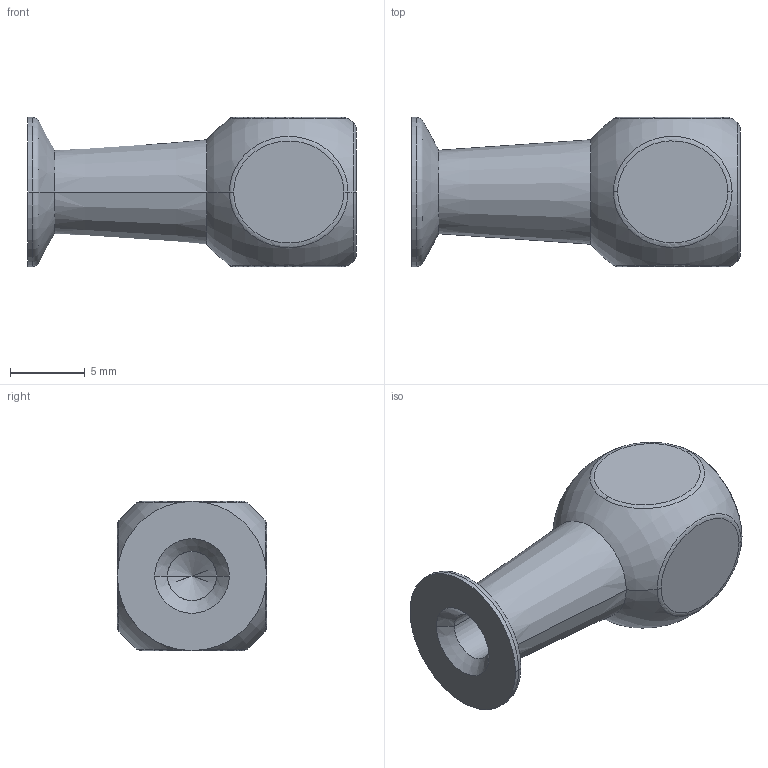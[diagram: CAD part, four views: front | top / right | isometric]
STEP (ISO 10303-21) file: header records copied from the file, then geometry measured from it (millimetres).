
FILE_DESCRIPTION(('Creo Elements/Direct Modeling STEP Export'),'2;1');
FILE_NAME('2389-10.stp','2022-01-26T11:15:04',(''),(''),'Creo Elements/Direct Modeling STEP processor for AP214 (Solid Model)','Creo Elements/Direct Modeling 20.0 12-Nov-2016 (C) Parametric Technology GmbH','');
FILE_SCHEMA(('AUTOMOTIVE_DESIGN { 1 0 10303 214 1 1 1 1 }'));
Length unit declared in the file: millimetre
Products named in the file (1): 2389-10
Bounding box: 22 x 10 x 10 mm (x, y, z)
Volume: 1159.2 mm3; surface area: 916 mm2
Topology: 1 solids, 1 shells, 35 faces, 76 edges, 45 vertices
Faces by surface type: cone 8, bspline 8, plane 7, cylinder 6, torus 6
Entity records: 4485 total; most frequent: CARTESIAN_POINT 3814, ORIENTED_EDGE 148, DIRECTION 108, EDGE_CURVE 74, AXIS2_PLACEMENT_3D 47, VERTEX_POINT 45, EDGE_LOOP 39, FACE_OUTER_BOUND 35
